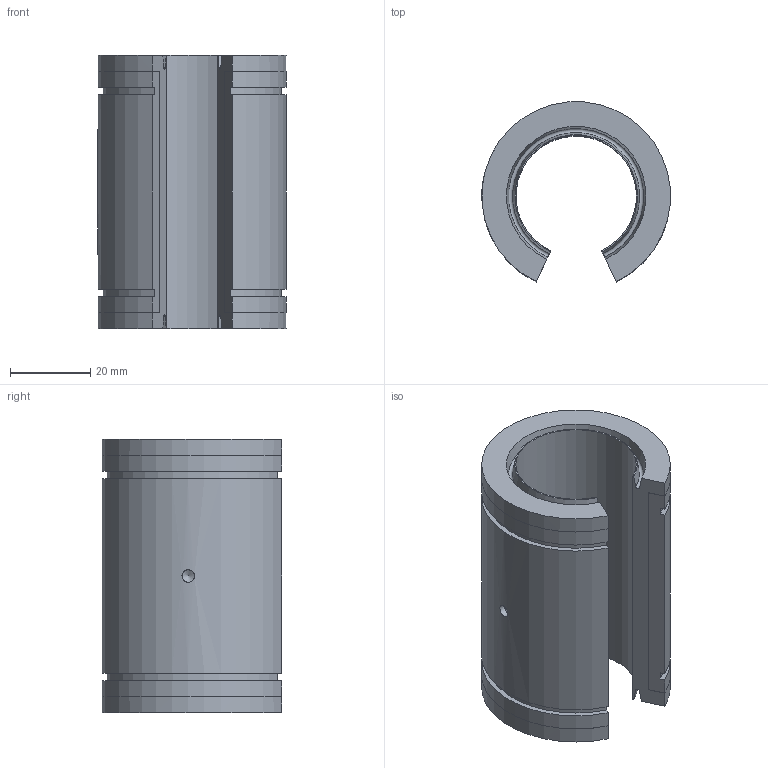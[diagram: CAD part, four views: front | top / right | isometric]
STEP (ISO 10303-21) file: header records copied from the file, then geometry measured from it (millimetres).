
FILE_DESCRIPTION (( 'STEP AP214' ), '1' );
FILE_NAME ('LAN-30-2RS-47-068-ltk.step', '2020-09-10T11:52:06', ( '' ), ( '' ), 'SwSTEP 2.0', 'SolidWorks 2010', '' );
FILE_SCHEMA (( 'AUTOMOTIVE_DESIGN' ));
Length unit declared in the file: millimetre
Products named in the file (1): LAN-30-2RS-47-068-ltk
Bounding box: 46.91 x 44.7 x 68 mm (x, y, z)
Volume: 58702.7 mm3; surface area: 18628.8 mm2
Topology: 1 solids, 1 shells, 36 faces, 97 edges, 63 vertices
Faces by surface type: plane 18, cylinder 11, cone 5, torus 2
Full cylindrical faces by diameter (mm): 3.1 x1
Entity records: 1435 total; most frequent: CARTESIAN_POINT 246, DIRECTION 204, ORIENTED_EDGE 188, EDGE_CURVE 94, AXIS2_PLACEMENT_3D 74, VERTEX_POINT 62, LINE 56, VECTOR 56
